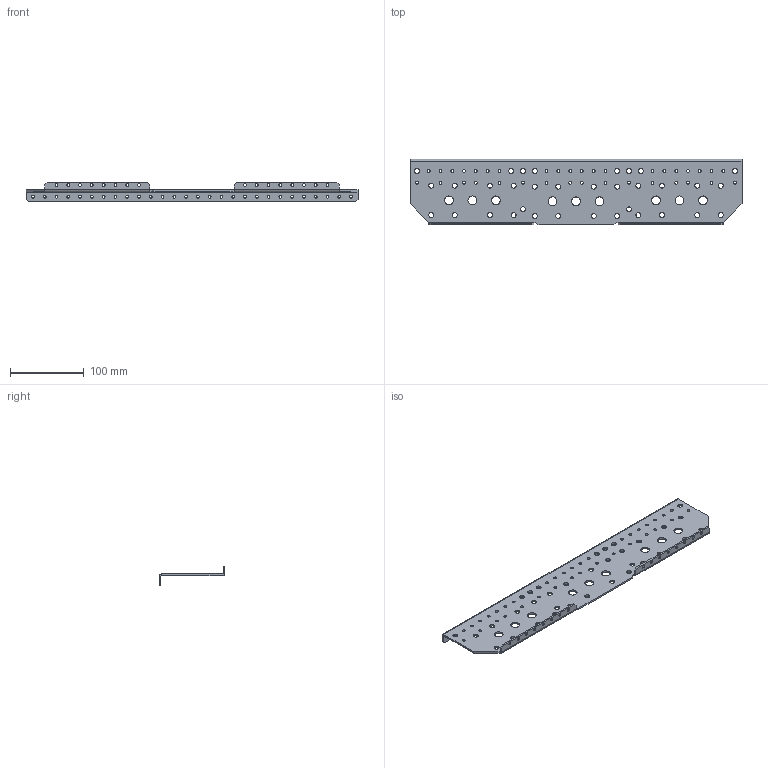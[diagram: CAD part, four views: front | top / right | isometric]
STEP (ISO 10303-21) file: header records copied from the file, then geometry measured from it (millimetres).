
FILE_DESCRIPTION (( 'STEP AP214' ), '1' );
FILE_NAME ('am-3392_Inside TileRunner Inside Plate.STEP', '2016-09-09T00:39:39', ( '' ), ( '' ), 'SwSTEP 2.0', 'SolidWorks 2014', '' );
FILE_SCHEMA (( 'AUTOMOTIVE_DESIGN' ));
Length unit declared in the file: inch
Products named in the file (1): am-3392_Inside TileRunner Inside Plate
Bounding box: 450.85 x 88.9 x 26.29 mm (x, y, z)
Volume: 101924.6 mm3; surface area: 96327.2 mm2
Topology: 1 solids, 1 shells, 290 faces, 840 edges, 552 vertices
Faces by surface type: cylinder 252, plane 38
Entity records: 10348 total; most frequent: DIRECTION 1926, CARTESIAN_POINT 1683, ORIENTED_EDGE 1680, EDGE_CURVE 840, AXIS2_PLACEMENT_3D 795, VERTEX_POINT 552, EDGE_LOOP 536, CIRCLE 504
